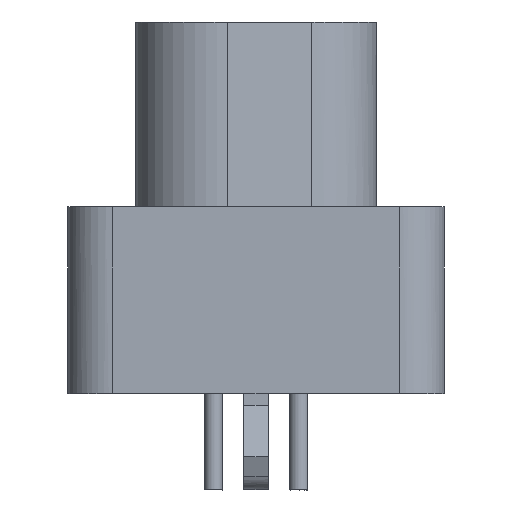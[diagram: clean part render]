
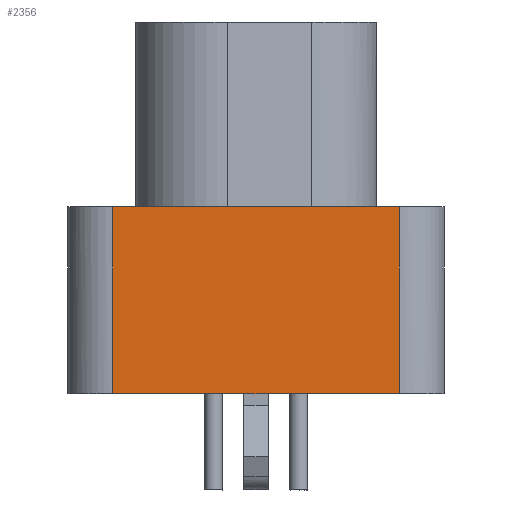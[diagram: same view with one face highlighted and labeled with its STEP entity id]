
A CAD part, left-side view. The second image highlights one B-rep face of the part: STEP entity #2356.
In plain terms, the highlighted free-form (B-spline) face has degree [1, 1] with [2, 2] control points.
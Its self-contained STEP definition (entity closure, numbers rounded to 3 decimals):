
#2111=CARTESIAN_POINT('V38',(-26.6,-4.75,
   -6.2));
#2112=VERTEX_POINT('V38',#2111);
#2126=CARTESIAN_POINT('V39',(-26.6,4.75,
   -6.2));
#2127=VERTEX_POINT('V39',#2126);
#2128=CARTESIAN_POINT('E55',(-26.6,4.75,
   -6.2));
#2129=CARTESIAN_POINT('E55',(-26.6,-4.75,
   -6.2));
#2130=B_SPLINE_CURVE_WITH_KNOTS('E55',1,(#2128,#2129),
   .POLYLINE_FORM.,.F.,.U.,(2,2),(0.0,1.532),
   .UNSPECIFIED.);
#2131=EDGE_CURVE('E55',#2127,#2112,#2130,.T.);
#2310=CARTESIAN_POINT('V22',(-26.6,4.75,
   0.0));
#2311=VERTEX_POINT('V22',#2310);
#2327=CARTESIAN_POINT('E54',(-26.6,4.75,
   0.0));
#2328=CARTESIAN_POINT('E54',(-26.6,4.75,
   -6.2));
#2329=QUASI_UNIFORM_CURVE('E54',1,(#2327,#2328),.POLYLINE_FORM.,.F.,
   .U.);
#2330=EDGE_CURVE('E54',#2311,#2127,#2329,.T.);
#2335=CARTESIAN_POINT('F22',(-26.6,-4.75,
   0.0));
#2336=CARTESIAN_POINT('F22',(-26.6,4.75,
   0.0));
#2337=CARTESIAN_POINT('F22',(-26.6,-4.75,
   -6.2));
#2338=CARTESIAN_POINT('F22',(-26.6,4.75,
   -6.2));
#2339=B_SPLINE_SURFACE_WITH_KNOTS('F22',1,1,((#2335,#2337),(#2336,
   #2338)),.PLANE_SURF.,.F.,.F.,.U.,(2,2),(2,2),(0.0,
   1.532),(0.0,1.0),.UNSPECIFIED.);
#2340=CARTESIAN_POINT('V23',(-26.6,-4.75,
   0.0));
#2341=VERTEX_POINT('V23',#2340);
#2342=CARTESIAN_POINT('E26',(-26.6,-4.75,
   0.0));
#2343=CARTESIAN_POINT('E26',(-26.6,4.75,
   0.0));
#2344=B_SPLINE_CURVE_WITH_KNOTS('E26',1,(#2342,#2343),
   .POLYLINE_FORM.,.F.,.U.,(2,2),(0.0,1.532),
   .UNSPECIFIED.);
#2345=EDGE_CURVE('E26',#2341,#2311,#2344,.T.);
#2346=ORIENTED_EDGE('E26',*,*,#2345,.T.);
#2347=ORIENTED_EDGE('F23',*,*,#2330,.T.);
#2348=ORIENTED_EDGE('E55',*,*,#2131,.T.);
#2349=CARTESIAN_POINT('E52',(-26.6,-4.75,
   0.0));
#2350=CARTESIAN_POINT('E52',(-26.6,-4.75,
   -6.2));
#2351=B_SPLINE_CURVE_WITH_KNOTS('E52',1,(#2349,#2350),
   .POLYLINE_FORM.,.F.,.U.,(2,2),(0.0,2.067),
   .UNSPECIFIED.);
#2352=EDGE_CURVE('E52',#2341,#2112,#2351,.T.);
#2353=ORIENTED_EDGE('E52',*,*,#2352,.F.);
#2354=EDGE_LOOP('F22',(#2346,#2347,#2348,#2353));
#2355=FACE_OUTER_BOUND('F22',#2354,.T.);
#2356=ADVANCED_FACE('F22',(#2355),#2339,.T.);
